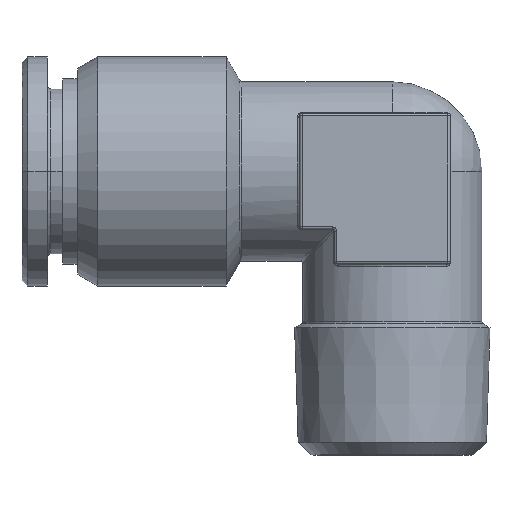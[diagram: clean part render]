
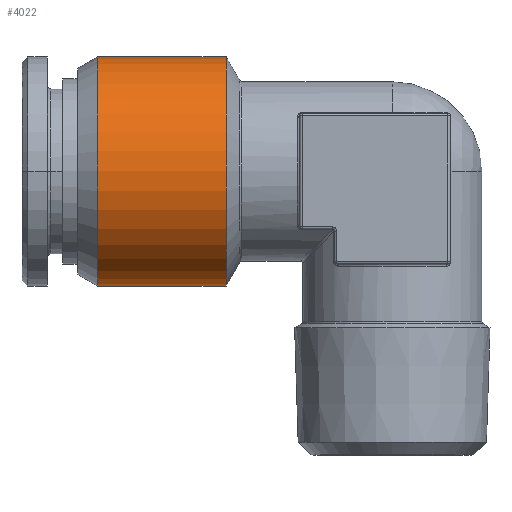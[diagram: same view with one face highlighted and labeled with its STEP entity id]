
A CAD part, top view. The second image highlights one B-rep face of the part: STEP entity #4022.
In plain terms, the highlighted cylindrical face has radius 9.9 mm (diameter 19.8 mm), a partial arc.
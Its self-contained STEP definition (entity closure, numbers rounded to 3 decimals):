
#1114=DIRECTION('',(1.,0.,0.));
#1115=VECTOR('',#1114,11.096);
#1116=CARTESIAN_POINT('',(-25.461,9.9,0.));
#1117=LINE('',#1116,#1115);
#1123=DIRECTION('',(1.,0.,0.));
#1124=VECTOR('',#1123,11.096);
#1125=CARTESIAN_POINT('',(-25.461,-9.9,0.));
#1126=LINE('',#1125,#1124);
#1127=CARTESIAN_POINT('',(-25.461,0.,0.));
#1128=DIRECTION('',(1.,0.,0.));
#1129=DIRECTION('',(0.,1.,0.));
#1130=AXIS2_PLACEMENT_3D('',#1127,#1128,#1129);
#1132=CARTESIAN_POINT('',(-14.365,0.,0.));
#1133=DIRECTION('',(1.,0.,0.));
#1134=DIRECTION('',(0.,1.,0.));
#1135=AXIS2_PLACEMENT_3D('',#1132,#1133,#1134);
#1805=CARTESIAN_POINT('',(-25.461,9.9,0.));
#1806=CARTESIAN_POINT('',(-25.461,-9.9,0.));
#1807=VERTEX_POINT('',#1805);
#1808=VERTEX_POINT('',#1806);
#1809=CARTESIAN_POINT('',(-14.365,9.9,0.));
#1810=CARTESIAN_POINT('',(-14.365,-9.9,0.));
#1811=VERTEX_POINT('',#1809);
#1812=VERTEX_POINT('',#1810);
#4009=CARTESIAN_POINT('',(-27.842,0.,0.));
#4010=DIRECTION('',(1.,0.,0.));
#4011=DIRECTION('',(0.,-1.,0.));
#4012=AXIS2_PLACEMENT_3D('',#4009,#4010,#4011);
#4013=CYLINDRICAL_SURFACE('',#4012,9.9);
#4015=ORIENTED_EDGE('',*,*,#4014,.T.);
#4016=ORIENTED_EDGE('',*,*,#4004,.F.);
#4018=ORIENTED_EDGE('',*,*,#4017,.F.);
#4019=ORIENTED_EDGE('',*,*,#4000,.T.);
#4020=EDGE_LOOP('',(#4015,#4016,#4018,#4019));
#4021=FACE_OUTER_BOUND('',#4020,.F.);
#4022=ADVANCED_FACE('',(#4021),#4013,.T.);
#1131=CIRCLE('',#1130,9.9);
#1136=CIRCLE('',#1135,9.9);
#4000=EDGE_CURVE('',#1807,#1811,#1117,.T.);
#4004=EDGE_CURVE('',#1808,#1812,#1126,.T.);
#4014=EDGE_CURVE('',#1811,#1812,#1136,.T.);
#4017=EDGE_CURVE('',#1807,#1808,#1131,.T.);
